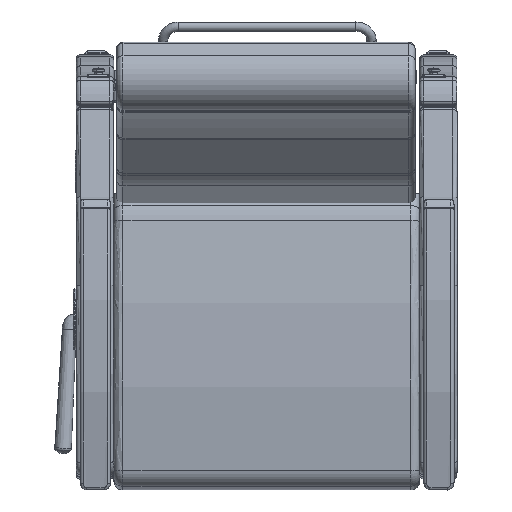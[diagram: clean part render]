
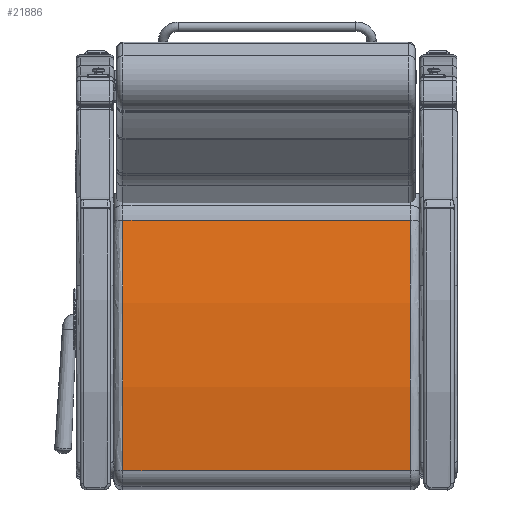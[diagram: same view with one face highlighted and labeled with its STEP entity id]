
A CAD part, front view. The second image highlights one B-rep face of the part: STEP entity #21886.
In plain terms, the highlighted free-form (B-spline) face has degree [1, 2] with [2, 3] control points.
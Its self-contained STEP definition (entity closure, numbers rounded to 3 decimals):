
#741=(
BOUNDED_SURFACE()
B_SPLINE_SURFACE(1,2,((#33380,#33381,#33382),(#33383,#33384,#33385)),
 .UNSPECIFIED.,.F.,.F.,.F.)
B_SPLINE_SURFACE_WITH_KNOTS((2,2),(3,3),(-0.193,0.193),
(1.362,1.699),.UNSPECIFIED.)
GEOMETRIC_REPRESENTATION_ITEM()
RATIONAL_B_SPLINE_SURFACE(((1.,0.986,1.),(1.,0.986,
1.)))
REPRESENTATION_ITEM('')
SURFACE()
);
#1306=ELLIPSE('',#23583,60.054,60.);
#1316=ELLIPSE('',#23611,60.054,60.);
#2322=FACE_OUTER_BOUND('',#3646,.T.);
#3646=EDGE_LOOP('',(#15281,#15282,#15283,#15284));
#5136=LINE('',#33378,#6690);
#5137=LINE('',#33387,#6691);
#6690=VECTOR('',#26378,0.394);
#6691=VECTOR('',#26381,0.394);
#9506=VERTEX_POINT('',#33170);
#9507=VERTEX_POINT('',#33171);
#9532=VERTEX_POINT('',#33377);
#9533=VERTEX_POINT('',#33386);
#11819=EDGE_CURVE('',#9506,#9507,#1306,.T.);
#11857=EDGE_CURVE('',#9507,#9532,#5136,.T.);
#11859=EDGE_CURVE('',#9506,#9533,#5137,.T.);
#11860=EDGE_CURVE('',#9532,#9533,#1316,.T.);
#15281=ORIENTED_EDGE('',*,*,#11819,.F.);
#15282=ORIENTED_EDGE('',*,*,#11859,.T.);
#15283=ORIENTED_EDGE('',*,*,#11860,.F.);
#15284=ORIENTED_EDGE('',*,*,#11857,.F.);
#21886=ADVANCED_FACE('',(#2322),#741,.F.);
#23583=AXIS2_PLACEMENT_3D('',#33172,#26310,#26311);
#23611=AXIS2_PLACEMENT_3D('',#33388,#26382,#26383);
#26310=DIRECTION('center_axis',(0.,0.,-1.));
#26311=DIRECTION('ref_axis',(1.,0.,0.));
#26378=DIRECTION('',(0.,0.,1.));
#26381=DIRECTION('',(0.,0.,1.));
#26382=DIRECTION('center_axis',(0.,0.,1.));
#26383=DIRECTION('ref_axis',(1.,0.,0.));
#33170=CARTESIAN_POINT('',(-10.045,1.256,-11.563));
#33171=CARTESIAN_POINT('',(10.111,0.445,-11.563));
#33172=CARTESIAN_POINT('Origin',(-2.35,-58.249,-11.563));
#33377=CARTESIAN_POINT('',(10.111,0.445,11.563));
#33378=CARTESIAN_POINT('',(10.111,0.445,0.));
#33380=CARTESIAN_POINT('Ctrl Pts',(10.111,0.445,-11.563));
#33381=CARTESIAN_POINT('Ctrl Pts',(0.103,2.566,-11.563));
#33382=CARTESIAN_POINT('Ctrl Pts',(-10.045,1.256,-11.563));
#33383=CARTESIAN_POINT('Ctrl Pts',(10.111,0.445,11.563));
#33384=CARTESIAN_POINT('Ctrl Pts',(0.103,2.566,11.563));
#33385=CARTESIAN_POINT('Ctrl Pts',(-10.045,1.256,11.563));
#33386=CARTESIAN_POINT('',(-10.045,1.256,11.563));
#33387=CARTESIAN_POINT('',(-10.045,1.256,0.));
#33388=CARTESIAN_POINT('Origin',(-2.35,-58.249,11.563));
